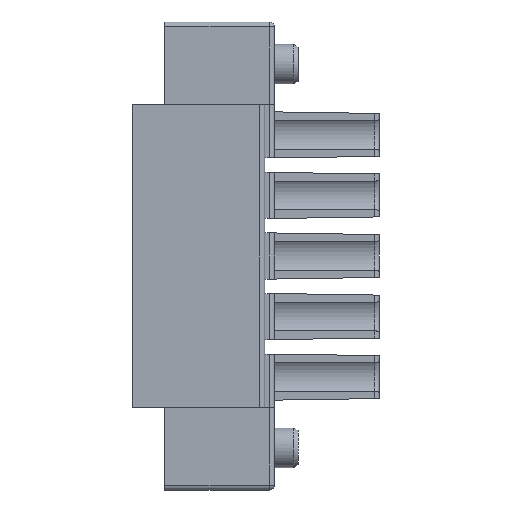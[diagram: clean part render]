
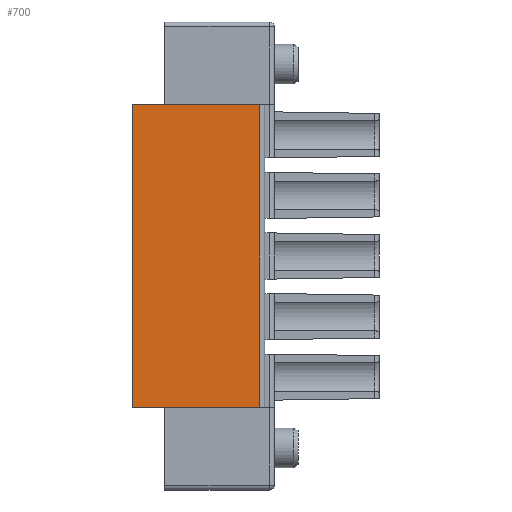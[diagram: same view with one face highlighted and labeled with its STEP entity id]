
A CAD part, front view. The second image highlights one B-rep face of the part: STEP entity #700.
In plain terms, the highlighted planar face has unit normal (0, -1, 0).
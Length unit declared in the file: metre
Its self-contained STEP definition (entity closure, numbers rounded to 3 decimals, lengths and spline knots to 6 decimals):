
#700=ADVANCED_FACE('',(#1685),#1686,.T.);
#1685=FACE_OUTER_BOUND('',#2985,.T.);
#1686=PLANE('',#2986);
#2985=EDGE_LOOP('',(#5030,#5031,#5032,#5033));
#2986=AXIS2_PLACEMENT_3D('',#5034,#5035,#5036);
#5030=ORIENTED_EDGE('',*,*,#8119,.F.);
#5031=ORIENTED_EDGE('',*,*,#8120,.F.);
#5032=ORIENTED_EDGE('',*,*,#8121,.T.);
#5033=ORIENTED_EDGE('',*,*,#8122,.T.);
#5034=CARTESIAN_POINT('',(0.006473,0.00051,0.002633));
#5035=DIRECTION('',(0.,-1.0,0.));
#5036=DIRECTION('',(0.0,0.,-1.0));
#8119=EDGE_CURVE('',#9930,#9931,#9932,.T.);
#8120=EDGE_CURVE('',#9933,#9930,#9934,.T.);
#8121=EDGE_CURVE('',#9933,#9935,#9936,.T.);
#8122=EDGE_CURVE('',#9935,#9931,#9937,.T.);
#9930=VERTEX_POINT('',#12554);
#9931=VERTEX_POINT('',#12555);
#9932=LINE('',#12556,#12557);
#9933=VERTEX_POINT('',#12558);
#9934=LINE('',#12559,#12560);
#9935=VERTEX_POINT('',#12561);
#9936=LINE('',#12562,#12563);
#9937=LINE('',#12564,#12565);
#12554=CARTESIAN_POINT('',(0.006473,0.00051,0.011028));
#12555=CARTESIAN_POINT('',(0.006473,0.00051,-0.008022));
#12556=CARTESIAN_POINT('',(0.006473,0.00051,0.002633));
#12557=VECTOR('',#14712,1.0);
#12558=CARTESIAN_POINT('',(-0.001527,0.00051,0.011028));
#12559=CARTESIAN_POINT('',(0.013673,0.00051,0.011028));
#12560=VECTOR('',#14713,1.0);
#12561=CARTESIAN_POINT('',(-0.001527,0.00051,-0.008022));
#12562=CARTESIAN_POINT('',(-0.001527,0.00051,0.002633));
#12563=VECTOR('',#14714,1.0);
#12564=CARTESIAN_POINT('',(0.013673,0.00051,-0.008022));
#12565=VECTOR('',#14715,1.0);
#14712=DIRECTION('',(0.,0.,-1.0));
#14713=DIRECTION('',(1.0,0.,0.));
#14714=DIRECTION('',(0.,0.,-1.0));
#14715=DIRECTION('',(1.0,0.,0.));
